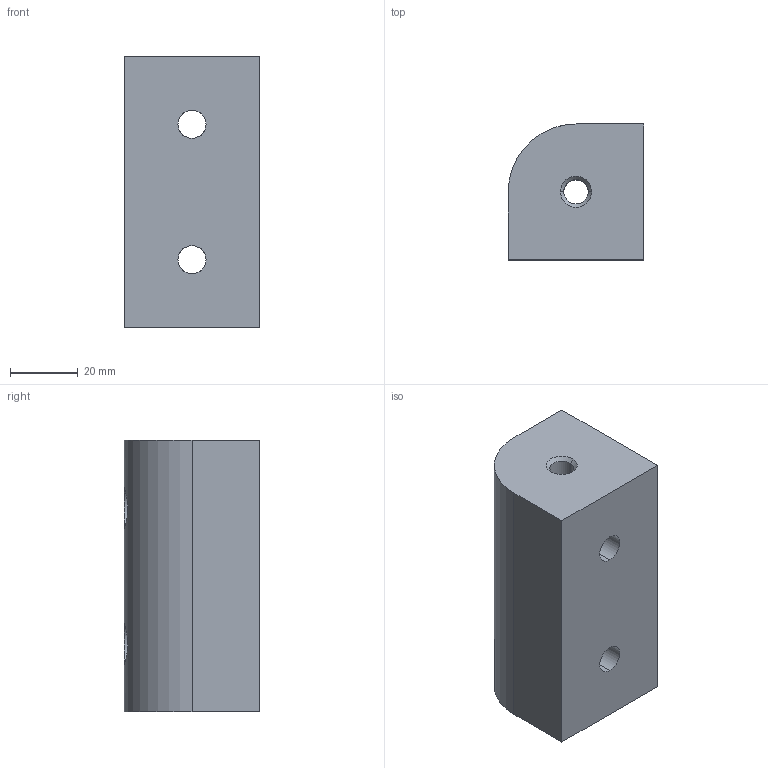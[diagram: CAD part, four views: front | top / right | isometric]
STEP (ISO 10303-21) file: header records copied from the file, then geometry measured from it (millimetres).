
FILE_DESCRIPTION (( 'STEP AP214' ), '1' );
FILE_NAME ('A452 Ïðàâûé äâîéíîé ïîâîðîòíûé êðîíøòåéí, ïàç 10.STEP', '2022-06-17T14:20:57', ( 'Ñòàñ' ), ( '' ), 'SwSTEP 2.0', 'SolidWorks 2021', '' );
FILE_SCHEMA (( 'AUTOMOTIVE_DESIGN' ));
Length unit declared in the file: millimetre
Products named in the file (1): A452 Ïðàâûé äâîéíîé ïîâîðîòíûé êðîíøòåéí, ïàç 10
Bounding box: 40 x 40 x 80 mm (x, y, z)
Volume: 112925 mm3; surface area: 18453.2 mm2
Topology: 1 solids, 1 shells, 27 faces, 79 edges, 50 vertices
Faces by surface type: cylinder 15, plane 8, cone 4
Entity records: 1383 total; most frequent: CARTESIAN_POINT 563, ORIENTED_EDGE 158, DIRECTION 141, EDGE_CURVE 79, AXIS2_PLACEMENT_3D 52, VERTEX_POINT 50, VECTOR 37, LINE 37
